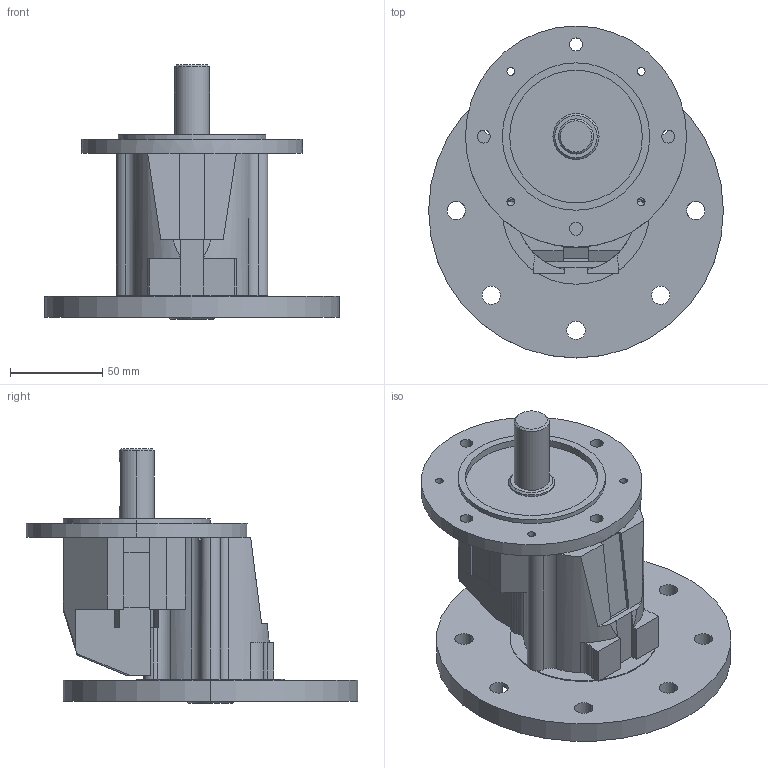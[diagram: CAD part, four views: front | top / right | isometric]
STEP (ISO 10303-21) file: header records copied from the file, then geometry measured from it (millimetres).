
FILE_DESCRIPTION (( 'STEP AP203' ), '1' );
FILE_NAME ('Pm-71 B-5_160.STEP', '2016-07-08T10:58:47', ( 'Usuario' ), ( '' ), 'SwSTEP 2.0', 'SolidWorks 2015', '' );
FILE_SCHEMA (( 'CONFIG_CONTROL_DESIGN' ));
Length unit declared in the file: millimetre
Products named in the file (3): Brida Pm-71 B5_160; Pm-71 B-5_160; Pm-71
Assembly tree (2 placements, depth 2):
  Pm-71 B-5_160
    Pm-71
    Brida Pm-71 B5_160
Bounding box: 160 x 180 x 138 mm (x, y, z)
Volume: 675864.5 mm3; surface area: 123432.7 mm2
Topology: 3 solids, 3 shells, 348 faces, 979 edges, 626 vertices
Faces by surface type: cylinder 165, plane 156, cone 20, torus 5, bspline 2
Entity records: 11756 total; most frequent: CARTESIAN_POINT 2221, DIRECTION 2000, ORIENTED_EDGE 1926, EDGE_CURVE 963, AXIS2_PLACEMENT_3D 725, VERTEX_POINT 626, LINE 550, VECTOR 550
